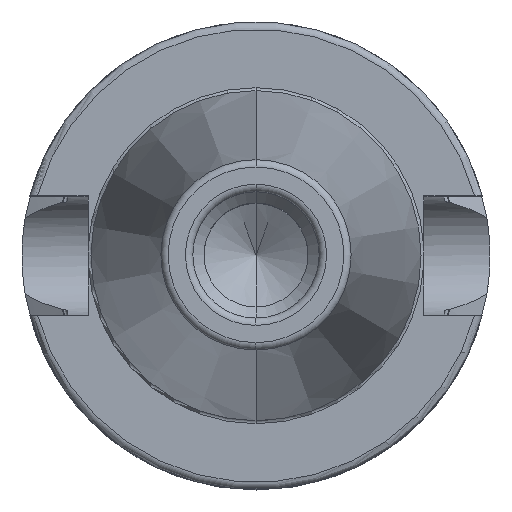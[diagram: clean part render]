
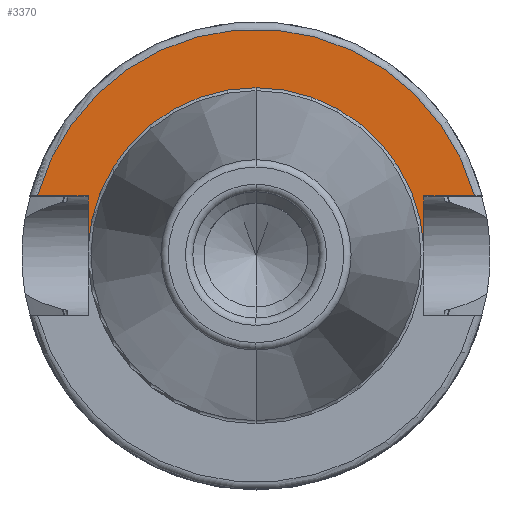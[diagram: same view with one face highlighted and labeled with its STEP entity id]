
A CAD part, top view. The second image highlights one B-rep face of the part: STEP entity #3370.
In plain terms, the highlighted planar face has unit normal (0, 0, 1).
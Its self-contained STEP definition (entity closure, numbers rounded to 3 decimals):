
#284=CARTESIAN_POINT('',(0,0,25));
#285=DIRECTION('',(0,0,-1));
#286=DIRECTION('',(0,1,0));
#287=AXIS2_PLACEMENT_3D('',#284,#285,#286);
#614=DIRECTION('',(0,1,0));
#615=VECTOR('',#614,6.987);
#616=CARTESIAN_POINT('',(-22.6,1.063,25));
#617=LINE('',#616,#615);
#618=DIRECTION('',(1,0,0));
#619=VECTOR('',#618,6.818);
#620=CARTESIAN_POINT('',(-29.418,8.05,25));
#621=LINE('',#620,#619);
#622=DIRECTION('',(-1,0,0));
#623=VECTOR('',#622,6.818);
#624=CARTESIAN_POINT('',(29.418,8.05,25));
#625=LINE('',#624,#623);
#626=DIRECTION('',(0,-1,0));
#627=VECTOR('',#626,6.987);
#628=CARTESIAN_POINT('',(22.6,8.05,25));
#629=LINE('',#628,#627);
#636=CARTESIAN_POINT('',(0,0,25));
#637=DIRECTION('',(0,0,1));
#638=DIRECTION('',(0,1,0));
#639=AXIS2_PLACEMENT_3D('',#636,#637,#638);
#690=CARTESIAN_POINT('',(0,0,25));
#691=DIRECTION('',(0,0,1));
#692=DIRECTION('',(0.965,0.264,0));
#693=AXIS2_PLACEMENT_3D('',#690,#691,#692);
#2235=CARTESIAN_POINT('',(-22.6,1.063,25));
#2236=CARTESIAN_POINT('',(-22.6,8.05,25));
#2237=VERTEX_POINT('',#2235);
#2238=VERTEX_POINT('',#2236);
#2239=CARTESIAN_POINT('',(-29.418,8.05,25));
#2240=VERTEX_POINT('',#2239);
#2241=CARTESIAN_POINT('',(22.6,8.05,25));
#2242=CARTESIAN_POINT('',(22.6,1.063,25));
#2243=VERTEX_POINT('',#2241);
#2244=VERTEX_POINT('',#2242);
#2251=CARTESIAN_POINT('',(29.418,8.05,25));
#2252=VERTEX_POINT('',#2251);
#2299=CARTESIAN_POINT('',(0,22.625,25));
#2301=VERTEX_POINT('',#2299);
#3353=CARTESIAN_POINT('',(0,0,25));
#3354=DIRECTION('',(0,0,-1));
#3355=DIRECTION('',(0,-1,0));
#3356=AXIS2_PLACEMENT_3D('',#3353,#3354,#3355);
#3357=PLANE('',#3356);
#3358=ORIENTED_EDGE('',*,*,#3252,.T.);
#3359=ORIENTED_EDGE('',*,*,#3280,.F.);
#3361=ORIENTED_EDGE('',*,*,#3360,.F.);
#3363=ORIENTED_EDGE('',*,*,#3362,.T.);
#3364=ORIENTED_EDGE('',*,*,#3016,.T.);
#3365=ORIENTED_EDGE('',*,*,#2999,.F.);
#3367=ORIENTED_EDGE('',*,*,#3366,.T.);
#3368=EDGE_LOOP('',(#3358,#3359,#3361,#3363,#3364,#3365,#3367));
#3369=FACE_OUTER_BOUND('',#3368,.F.);
#3370=ADVANCED_FACE('',(#3369),#3357,.F.);
#288=CIRCLE('',#287,22.625);
#640=CIRCLE('',#639,22.625);
#694=CIRCLE('',#693,30.5);
#2999=EDGE_CURVE('',#2301,#2244,#288,.T.);
#3016=EDGE_CURVE('',#2243,#2244,#629,.T.);
#3252=EDGE_CURVE('',#2237,#2238,#617,.T.);
#3280=EDGE_CURVE('',#2240,#2238,#621,.T.);
#3360=EDGE_CURVE('',#2252,#2240,#694,.T.);
#3362=EDGE_CURVE('',#2252,#2243,#625,.T.);
#3366=EDGE_CURVE('',#2301,#2237,#640,.T.);
